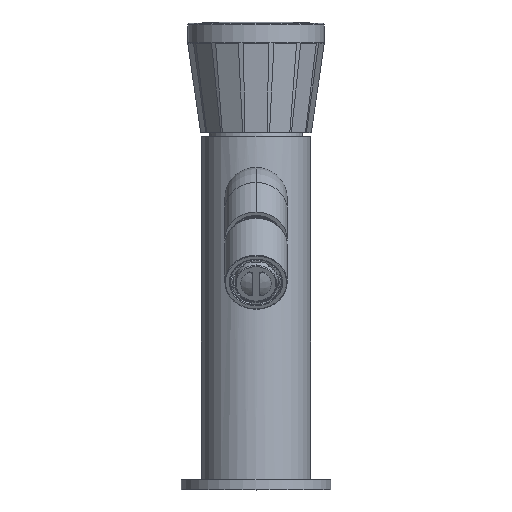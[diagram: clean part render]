
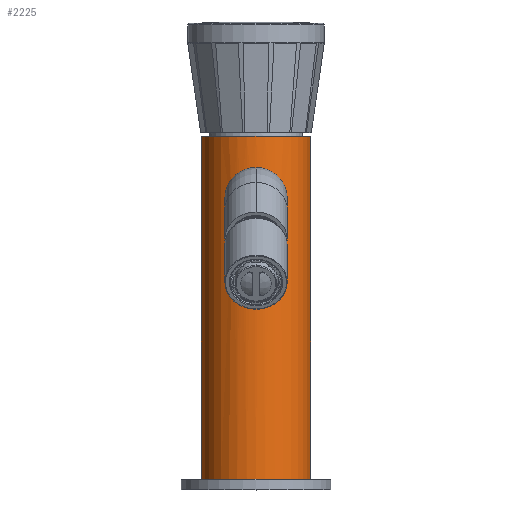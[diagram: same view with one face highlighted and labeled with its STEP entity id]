
A CAD part, top view. The second image highlights one B-rep face of the part: STEP entity #2225.
In plain terms, the highlighted cylindrical face has radius 17.5 mm (diameter 35 mm), a partial arc.
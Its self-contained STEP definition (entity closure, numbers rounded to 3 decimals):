
#755=CARTESIAN_POINT('',(0.,0.,0.));
#756=DIRECTION('',(0.,-1.,0.));
#757=DIRECTION('',(1.,0.,0.));
#758=AXIS2_PLACEMENT_3D('',#755,#756,#757);
#763=DIRECTION('',(0.,-1.,0.));
#764=VECTOR('',#763,7.068);
#765=CARTESIAN_POINT('',(7.73,93.534,15.7));
#766=LINE('',#765,#764);
#770=DIRECTION('',(0.,-1.,0.));
#771=VECTOR('',#770,7.068);
#772=CARTESIAN_POINT('',(-7.73,93.534,15.7));
#773=LINE('',#772,#771);
#777=DIRECTION('',(0.,1.,0.));
#778=VECTOR('',#777,110.);
#779=CARTESIAN_POINT('',(17.5,0.,0.));
#780=LINE('',#779,#778);
#784=DIRECTION('',(0.,1.,0.));
#785=VECTOR('',#784,110.);
#786=CARTESIAN_POINT('',(-17.5,0.,0.));
#787=LINE('',#786,#785);
#807=CARTESIAN_POINT('',(0.,110.,0.));
#808=DIRECTION('',(0.,-1.,0.));
#809=DIRECTION('',(1.,0.,0.));
#810=AXIS2_PLACEMENT_3D('',#807,#808,#809);
#1947=CARTESIAN_POINT('',(7.73,86.466,15.7));
#1948=CARTESIAN_POINT('',(7.505,85.972,15.811));
#1949=CARTESIAN_POINT('',(6.958,85.023,16.069));
#1950=CARTESIAN_POINT('',(5.838,83.745,16.515));
#1951=CARTESIAN_POINT('',(4.504,82.729,16.931));
#1952=CARTESIAN_POINT('',(3.049,82.012,17.255));
#1953=CARTESIAN_POINT('',(1.535,81.592,17.455));
#1954=CARTESIAN_POINT('',(0.,81.454,17.522));
#1955=CARTESIAN_POINT('',(-1.535,81.592,17.455));
#1956=CARTESIAN_POINT('',(-3.049,82.012,17.255));
#1957=CARTESIAN_POINT('',(-4.504,82.729,16.931));
#1958=CARTESIAN_POINT('',(-5.838,83.745,16.515));
#1959=CARTESIAN_POINT('',(-6.958,85.023,16.069));
#1960=CARTESIAN_POINT('',(-7.505,85.972,15.811));
#1961=CARTESIAN_POINT('',(-7.73,86.466,15.7));
#1966=CARTESIAN_POINT('',(-7.73,93.534,15.7));
#1967=CARTESIAN_POINT('',(-7.505,94.028,15.811));
#1968=CARTESIAN_POINT('',(-6.958,94.977,16.069));
#1969=CARTESIAN_POINT('',(-5.838,96.255,16.515));
#1970=CARTESIAN_POINT('',(-4.504,97.271,16.931));
#1971=CARTESIAN_POINT('',(-3.049,97.988,17.255));
#1972=CARTESIAN_POINT('',(-1.535,98.408,17.455));
#1973=CARTESIAN_POINT('',(0.,98.546,
17.522));
#1974=CARTESIAN_POINT('',(1.535,98.408,17.455));
#1975=CARTESIAN_POINT('',(3.049,97.988,17.255));
#1976=CARTESIAN_POINT('',(4.504,97.271,16.931));
#1977=CARTESIAN_POINT('',(5.838,96.255,16.515));
#1978=CARTESIAN_POINT('',(6.958,94.977,16.069));
#1979=CARTESIAN_POINT('',(7.505,94.028,15.811));
#1980=CARTESIAN_POINT('',(7.73,93.534,15.7));
#2022=CARTESIAN_POINT('',(17.5,0.,0.));
#2023=CARTESIAN_POINT('',(17.5,110.,0.));
#2024=VERTEX_POINT('',#2022);
#2025=VERTEX_POINT('',#2023);
#2026=CARTESIAN_POINT('',(-17.5,0.,0.));
#2027=CARTESIAN_POINT('',(-17.5,110.,0.));
#2028=VERTEX_POINT('',#2026);
#2029=VERTEX_POINT('',#2027);
#2162=CARTESIAN_POINT('',(7.73,93.534,15.7));
#2163=CARTESIAN_POINT('',(7.73,86.466,15.7));
#2164=VERTEX_POINT('',#2162);
#2165=VERTEX_POINT('',#2163);
#2166=CARTESIAN_POINT('',(-7.73,93.534,15.7));
#2167=CARTESIAN_POINT('',(-7.73,86.466,15.7));
#2168=VERTEX_POINT('',#2166);
#2169=VERTEX_POINT('',#2167);
#2200=CARTESIAN_POINT('',(0.,115.5,0.));
#2201=DIRECTION('',(0.,-1.,0.));
#2202=DIRECTION('',(-1.,0.,0.));
#2203=AXIS2_PLACEMENT_3D('',#2200,#2201,#2202);
#2204=CYLINDRICAL_SURFACE('',#2203,17.5);
#2206=ORIENTED_EDGE('',*,*,#2205,.F.);
#2208=ORIENTED_EDGE('',*,*,#2207,.T.);
#2210=ORIENTED_EDGE('',*,*,#2209,.T.);
#2212=ORIENTED_EDGE('',*,*,#2211,.F.);
#2213=EDGE_LOOP('',(#2206,#2208,#2210,#2212));
#2214=FACE_OUTER_BOUND('',#2213,.F.);
#2216=ORIENTED_EDGE('',*,*,#2215,.F.);
#2218=ORIENTED_EDGE('',*,*,#2217,.F.);
#2220=ORIENTED_EDGE('',*,*,#2219,.T.);
#2222=ORIENTED_EDGE('',*,*,#2221,.F.);
#2223=EDGE_LOOP('',(#2216,#2218,#2220,#2222));
#2224=FACE_BOUND('',#2223,.F.);
#2225=ADVANCED_FACE('',(#2214,#2224),#2204,.T.);
#759=CIRCLE('',#758,17.5);
#811=CIRCLE('',#810,17.5);
#1962=B_SPLINE_CURVE_WITH_KNOTS('',3,(#1947,#1948,#1949,#1950,#1951,#1952,#1953,
#1954,#1955,#1956,#1957,#1958,#1959,#1960,#1961),.UNSPECIFIED.,.F.,.F.,(4,1,1,1,
1,1,1,1,1,1,1,1,4),(0.,0.083,0.167,0.25,
0.333,0.417,0.5,0.583,0.667,
0.75,0.833,0.917,1.),.UNSPECIFIED.);
#1981=B_SPLINE_CURVE_WITH_KNOTS('',3,(#1966,#1967,#1968,#1969,#1970,#1971,#1972,
#1973,#1974,#1975,#1976,#1977,#1978,#1979,#1980),.UNSPECIFIED.,.F.,.F.,(4,1,1,1,
1,1,1,1,1,1,1,1,4),(0.,0.083,0.167,0.25,
0.333,0.417,0.5,0.583,0.667,
0.75,0.833,0.917,1.),.UNSPECIFIED.);
#2205=EDGE_CURVE('',#2024,#2025,#780,.T.);
#2207=EDGE_CURVE('',#2024,#2028,#759,.T.);
#2209=EDGE_CURVE('',#2028,#2029,#787,.T.);
#2211=EDGE_CURVE('',#2025,#2029,#811,.T.);
#2215=EDGE_CURVE('',#2164,#2165,#766,.T.);
#2217=EDGE_CURVE('',#2168,#2164,#1981,.T.);
#2219=EDGE_CURVE('',#2168,#2169,#773,.T.);
#2221=EDGE_CURVE('',#2165,#2169,#1962,.T.);
